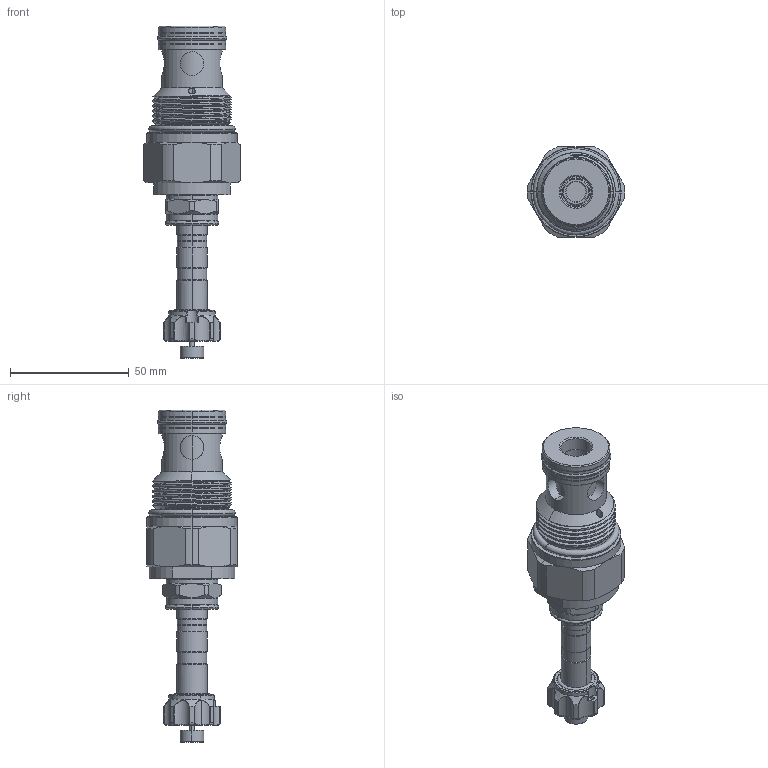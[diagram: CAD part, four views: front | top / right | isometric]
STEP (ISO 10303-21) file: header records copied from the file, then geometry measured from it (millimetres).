
FILE_DESCRIPTION (( 'STEP AP203' ), '1' );
FILE_NAME ('EP16W2A03P95.STEP', '2020-03-30T05:06:02', ( '' ), ( '' ), 'SwSTEP 2.0', 'SolidWorks 2018', '' );
FILE_SCHEMA (( 'CONFIG_CONTROL_DESIGN' ));
Length unit declared in the file: millimetre
Products named in the file (1): EP16W2A03P95
Bounding box: 41.1 x 38 x 139.75 mm (x, y, z)
Volume: 71827.6 mm3; surface area: 18736.9 mm2
Topology: 7 solids, 7 shells, 366 faces, 859 edges, 519 vertices
Faces by surface type: cylinder 151, cone 63, torus 59, plane 52, bspline 39, sphere 2
Entity records: 15279 total; most frequent: CARTESIAN_POINT 7114, ORIENTED_EDGE 1714, DIRECTION 1699, EDGE_CURVE 857, AXIS2_PLACEMENT_3D 729, VERTEX_POINT 519, CIRCLE 401, EDGE_LOOP 394
